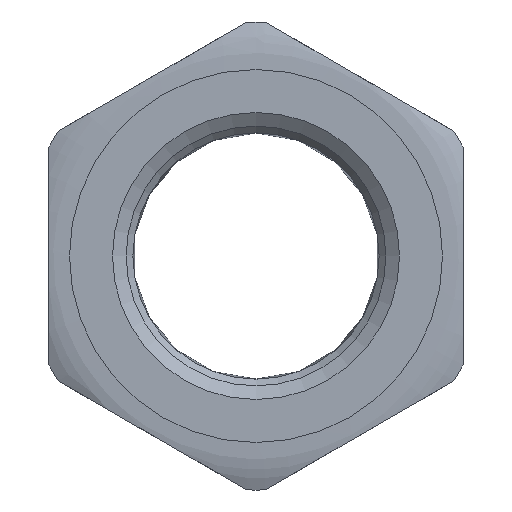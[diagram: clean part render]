
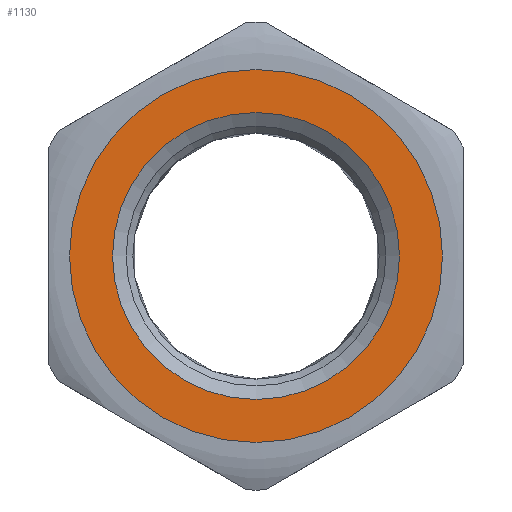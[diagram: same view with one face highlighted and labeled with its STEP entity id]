
A CAD part, left-side view. The second image highlights one B-rep face of the part: STEP entity #1130.
In plain terms, the highlighted planar face has unit normal (-1, 0, 0).
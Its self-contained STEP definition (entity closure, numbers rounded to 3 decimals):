
#27 = PLANE ( 'NONE',  #1071 ) ;
#95 = ORIENTED_EDGE ( 'NONE', *, *, #626, .T. ) ;
#116 = CARTESIAN_POINT ( 'NONE',  ( 0., 0., 6.583 ) ) ;
#120 = CARTESIAN_POINT ( 'NONE',  ( 0., 0., 8.554 ) ) ;
#170 = VERTEX_POINT ( 'NONE', #120 ) ;
#190 = EDGE_LOOP ( 'NONE', ( #231 ) ) ;
#197 = CARTESIAN_POINT ( 'NONE',  ( 0., 8.554, 0. ) ) ;
#222 = DIRECTION ( 'NONE',  ( -1., 0., 0. ) ) ;
#228 = FACE_BOUND ( 'NONE', #190, .T. ) ;
#231 = ORIENTED_EDGE ( 'NONE', *, *, #1045, .F. ) ;
#369 = AXIS2_PLACEMENT_3D ( 'NONE', #816, #728, #629 ) ;
#414 = FACE_OUTER_BOUND ( 'NONE', #505, .T. ) ;
#468 = DIRECTION ( 'NONE',  ( 0., 0., -1. ) ) ;
#505 = EDGE_LOOP ( 'NONE', ( #95 ) ) ;
#626 = EDGE_CURVE ( 'NONE', #170, #170, #1089, .T. ) ;
#629 = DIRECTION ( 'NONE',  ( 0., 0., 1. ) ) ;
#728 = DIRECTION ( 'NONE',  ( -1., 0., 0. ) ) ;
#750 = AXIS2_PLACEMENT_3D ( 'NONE', #755, #222, #935 ) ;
#755 = CARTESIAN_POINT ( 'NONE',  ( 0., 0., 0. ) ) ;
#816 = CARTESIAN_POINT ( 'NONE',  ( 0., 0., 0. ) ) ;
#819 = CIRCLE ( 'NONE', #369, 6.583 ) ;
#835 = DIRECTION ( 'NONE',  ( 1., 0., 0. ) ) ;
#935 = DIRECTION ( 'NONE',  ( 0., 0., 1. ) ) ;
#1045 = EDGE_CURVE ( 'NONE', #1069, #1069, #819, .T. ) ;
#1069 = VERTEX_POINT ( 'NONE', #116 ) ;
#1071 = AXIS2_PLACEMENT_3D ( 'NONE', #197, #835, #468 ) ;
#1089 = CIRCLE ( 'NONE', #750, 8.554 ) ;
#1130 = ADVANCED_FACE ( 'NONE', ( #228, #414 ), #27, .F. ) ;
